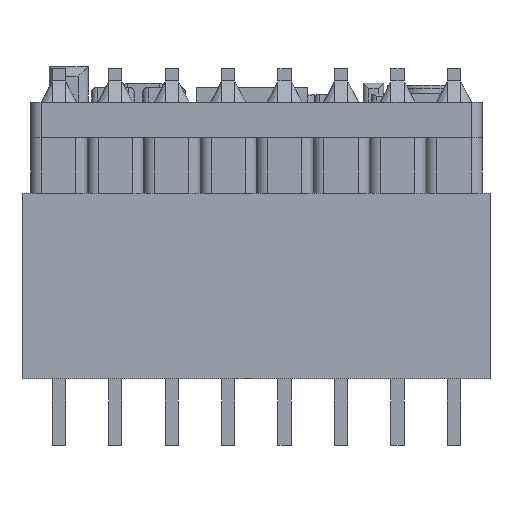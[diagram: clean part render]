
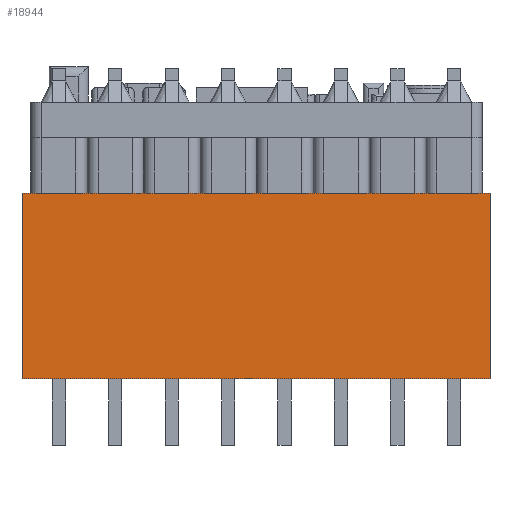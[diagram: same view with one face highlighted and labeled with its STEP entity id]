
A CAD part, left-side view. The second image highlights one B-rep face of the part: STEP entity #18944.
In plain terms, the highlighted planar face has unit normal (-1, 0, 0).
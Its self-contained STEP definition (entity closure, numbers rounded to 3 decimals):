
#1858=FACE_OUTER_BOUND('',#2875,.T.);
#2875=EDGE_LOOP('',(#16110,#16111,#16112,#16113));
#4543=LINE('',#32221,#6546);
#4621=LINE('',#32382,#6624);
#4720=LINE('',#32583,#6723);
#4721=LINE('',#32585,#6724);
#6546=VECTOR('',#23953,10.);
#6624=VECTOR('',#24091,10.);
#6723=VECTOR('',#24266,10.);
#6724=VECTOR('',#24269,10.);
#8541=VERTEX_POINT('',#32218);
#8542=VERTEX_POINT('',#32220);
#8592=VERTEX_POINT('',#32375);
#8595=VERTEX_POINT('',#32380);
#11011=EDGE_CURVE('',#8541,#8542,#4543,.T.);
#11089=EDGE_CURVE('',#8592,#8595,#4621,.T.);
#11188=EDGE_CURVE('',#8541,#8592,#4720,.T.);
#11189=EDGE_CURVE('',#8542,#8595,#4721,.T.);
#16110=ORIENTED_EDGE('',*,*,#11189,.F.);
#16111=ORIENTED_EDGE('',*,*,#11011,.F.);
#16112=ORIENTED_EDGE('',*,*,#11188,.T.);
#16113=ORIENTED_EDGE('',*,*,#11089,.T.);
#17323=PLANE('',#20223);
#18944=ADVANCED_FACE('',(#1858),#17323,.T.);
#20223=AXIS2_PLACEMENT_3D('',#32584,#24267,#24268);
#23953=DIRECTION('',(0.,0.,1.));
#24091=DIRECTION('',(0.,0.,1.));
#24266=DIRECTION('',(0.,-1.,0.));
#24267=DIRECTION('center_axis',(-1.,0.,0.));
#24268=DIRECTION('ref_axis',(0.,1.,0.));
#24269=DIRECTION('',(0.,-1.,0.));
#32218=CARTESIAN_POINT('',(-7.385,10.548,0.));
#32220=CARTESIAN_POINT('',(-7.385,10.548,8.35));
#32221=CARTESIAN_POINT('',(-7.385,10.548,0.));
#32375=CARTESIAN_POINT('',(-7.385,-10.513,0.));
#32380=CARTESIAN_POINT('',(-7.385,-10.513,8.35));
#32382=CARTESIAN_POINT('',(-7.385,-10.513,0.));
#32583=CARTESIAN_POINT('',(-7.385,10.548,0.));
#32584=CARTESIAN_POINT('Origin',(-7.385,10.548,0.));
#32585=CARTESIAN_POINT('',(-7.385,10.548,8.35));
